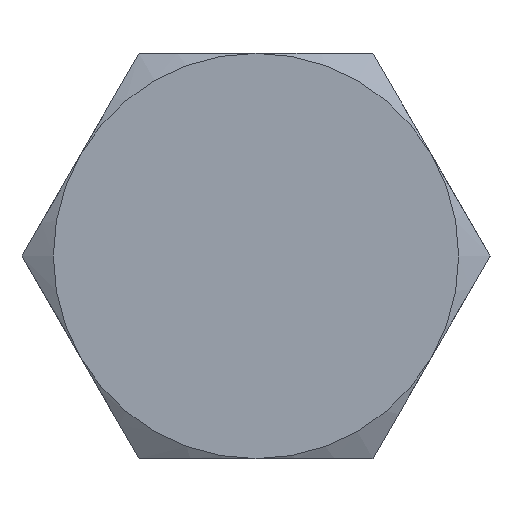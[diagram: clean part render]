
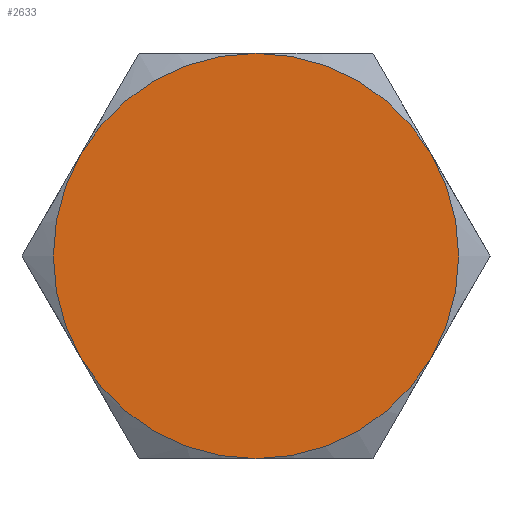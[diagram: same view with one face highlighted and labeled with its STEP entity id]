
A CAD part, left-side view. The second image highlights one B-rep face of the part: STEP entity #2633.
In plain terms, the highlighted planar face has unit normal (-1, 0, 0).
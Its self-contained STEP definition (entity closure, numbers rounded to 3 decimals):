
#3 = DIRECTION ( 'NONE',  ( 1., 0., 0. ) ) ;
#9 = EDGE_CURVE ( 'NONE', #137, #1959, #146, .T. ) ;
#137 = VERTEX_POINT ( 'NONE', #3460 ) ;
#146 = CIRCLE ( 'NONE', #3402, 5. ) ;
#252 = DIRECTION ( 'NONE',  ( 1., 0., 0. ) ) ;
#262 = DIRECTION ( 'NONE',  ( -1., 0., 0. ) ) ;
#275 = DIRECTION ( 'NONE',  ( 0., 0., 1. ) ) ;
#326 = CARTESIAN_POINT ( 'NONE',  ( 0., 4.33, -2.5 ) ) ;
#389 = ORIENTED_EDGE ( 'NONE', *, *, #1718, .F. ) ;
#619 = EDGE_CURVE ( 'NONE', #1959, #714, #933, .T. ) ;
#714 = VERTEX_POINT ( 'NONE', #2730 ) ;
#734 = VERTEX_POINT ( 'NONE', #1387 ) ;
#774 = CARTESIAN_POINT ( 'NONE',  ( 0., 5.774, 0. ) ) ;
#918 = ORIENTED_EDGE ( 'NONE', *, *, #1005, .F. ) ;
#933 = CIRCLE ( 'NONE', #3491, 5. ) ;
#1001 = DIRECTION ( 'NONE',  ( 1., 0., 0. ) ) ;
#1005 = EDGE_CURVE ( 'NONE', #714, #734, #3393, .T. ) ;
#1077 = EDGE_CURVE ( 'NONE', #137, #3281, #2924, .T. ) ;
#1085 = CARTESIAN_POINT ( 'NONE',  ( 0., 0., 0. ) ) ;
#1252 = AXIS2_PLACEMENT_3D ( 'NONE', #1899, #262, #275 ) ;
#1276 = ORIENTED_EDGE ( 'NONE', *, *, #619, .F. ) ;
#1325 = CARTESIAN_POINT ( 'NONE',  ( 0., 4.33, 2.5 ) ) ;
#1387 = CARTESIAN_POINT ( 'NONE',  ( 0., 0., -5. ) ) ;
#1492 = EDGE_LOOP ( 'NONE', ( #2547, #918, #1276, #2301, #1660, #389 ) ) ;
#1660 = ORIENTED_EDGE ( 'NONE', *, *, #1077, .T. ) ;
#1716 = FACE_OUTER_BOUND ( 'NONE', #1492, .T. ) ;
#1718 = EDGE_CURVE ( 'NONE', #2153, #3281, #2061, .T. ) ;
#1769 = DIRECTION ( 'NONE',  ( 0., 0., -1. ) ) ;
#1790 = AXIS2_PLACEMENT_3D ( 'NONE', #1085, #3, #2154 ) ;
#1899 = CARTESIAN_POINT ( 'NONE',  ( 0., 0., 0. ) ) ;
#1929 = AXIS2_PLACEMENT_3D ( 'NONE', #2043, #3403, #1769 ) ;
#1959 = VERTEX_POINT ( 'NONE', #2791 ) ;
#2043 = CARTESIAN_POINT ( 'NONE',  ( 0., 0., 0. ) ) ;
#2061 = CIRCLE ( 'NONE', #3125, 5. ) ;
#2153 = VERTEX_POINT ( 'NONE', #326 ) ;
#2154 = DIRECTION ( 'NONE',  ( 0., 0., -1. ) ) ;
#2301 = ORIENTED_EDGE ( 'NONE', *, *, #9, .F. ) ;
#2336 = PLANE ( 'NONE',  #2476 ) ;
#2391 = DIRECTION ( 'NONE',  ( 0., 0., -1. ) ) ;
#2476 = AXIS2_PLACEMENT_3D ( 'NONE', #774, #252, #2926 ) ;
#2547 = ORIENTED_EDGE ( 'NONE', *, *, #3252, .F. ) ;
#2567 = DIRECTION ( 'NONE',  ( 1., 0., 0. ) ) ;
#2625 = CARTESIAN_POINT ( 'NONE',  ( 0., 0., 0. ) ) ;
#2633 = ADVANCED_FACE ( 'NONE', ( #1716 ), #2336, .F. ) ;
#2730 = CARTESIAN_POINT ( 'NONE',  ( 0., -4.33, -2.5 ) ) ;
#2791 = CARTESIAN_POINT ( 'NONE',  ( 0., -4.33, 2.5 ) ) ;
#2863 = DIRECTION ( 'NONE',  ( 0., 0., -1. ) ) ;
#2890 = DIRECTION ( 'NONE',  ( 0., 0., -1. ) ) ;
#2895 = CIRCLE ( 'NONE', #1790, 5. ) ;
#2916 = CARTESIAN_POINT ( 'NONE',  ( 0., 0., 0. ) ) ;
#2924 = CIRCLE ( 'NONE', #1252, 5. ) ;
#2926 = DIRECTION ( 'NONE',  ( 0., 0., -1. ) ) ;
#2928 = DIRECTION ( 'NONE',  ( 1., 0., 0. ) ) ;
#3125 = AXIS2_PLACEMENT_3D ( 'NONE', #2625, #1001, #2890 ) ;
#3252 = EDGE_CURVE ( 'NONE', #734, #2153, #2895, .T. ) ;
#3281 = VERTEX_POINT ( 'NONE', #1325 ) ;
#3393 = CIRCLE ( 'NONE', #1929, 5. ) ;
#3402 = AXIS2_PLACEMENT_3D ( 'NONE', #3416, #2567, #2863 ) ;
#3403 = DIRECTION ( 'NONE',  ( 1., 0., 0. ) ) ;
#3416 = CARTESIAN_POINT ( 'NONE',  ( 0., 0., 0. ) ) ;
#3460 = CARTESIAN_POINT ( 'NONE',  ( 0., 0., 5. ) ) ;
#3491 = AXIS2_PLACEMENT_3D ( 'NONE', #2916, #2928, #2391 ) ;
